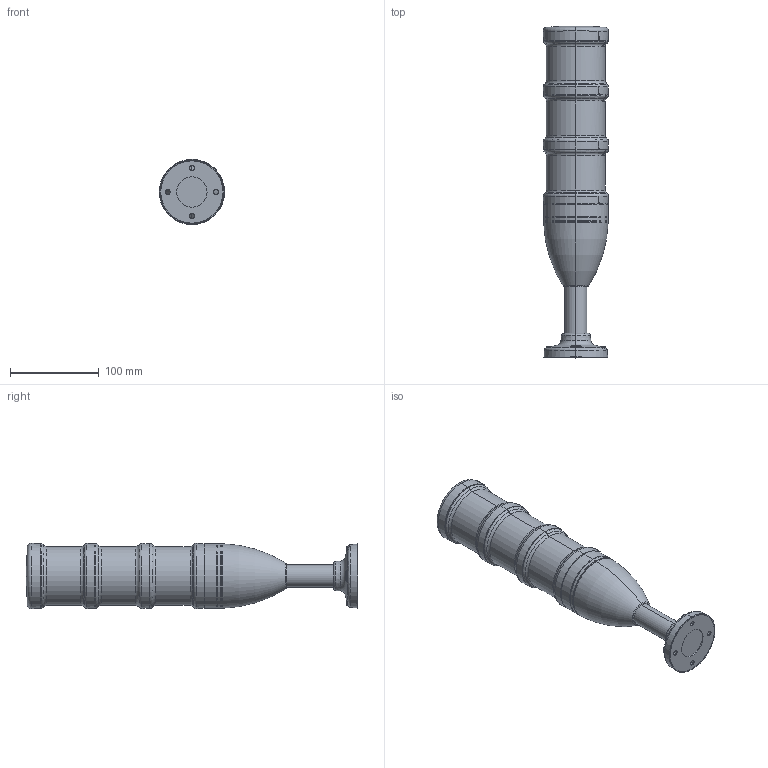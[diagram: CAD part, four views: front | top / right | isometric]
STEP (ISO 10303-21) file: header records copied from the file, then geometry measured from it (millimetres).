
FILE_DESCRIPTION (( 'STEP AP214' ), '1' );
FILE_NAME ('sl7_100_l_ryg_24led.stp', '2013-09-20T09:27:02', ( '' ), ( '' ), 'SwSTEP 2.0', 'SolidWorks 2011', '' );
FILE_SCHEMA (( 'AUTOMOTIVE_DESIGN' ));
Length unit declared in the file: millimetre
Products named in the file (1): sl7_100_l_ryg_24led
Bounding box: 73.56 x 373.1 x 73.32 mm (x, y, z)
Volume: 1098981.5 mm3; surface area: 83744.3 mm2
Topology: 1 solids, 1 shells, 207 faces, 492 edges, 307 vertices
Faces by surface type: cylinder 59, plane 57, torus 54, cone 35, sphere 2
Entity records: 6574 total; most frequent: CARTESIAN_POINT 1641, DIRECTION 1116, ORIENTED_EDGE 984, EDGE_CURVE 492, AXIS2_PLACEMENT_3D 486, VERTEX_POINT 307, CIRCLE 278, EDGE_LOOP 235
